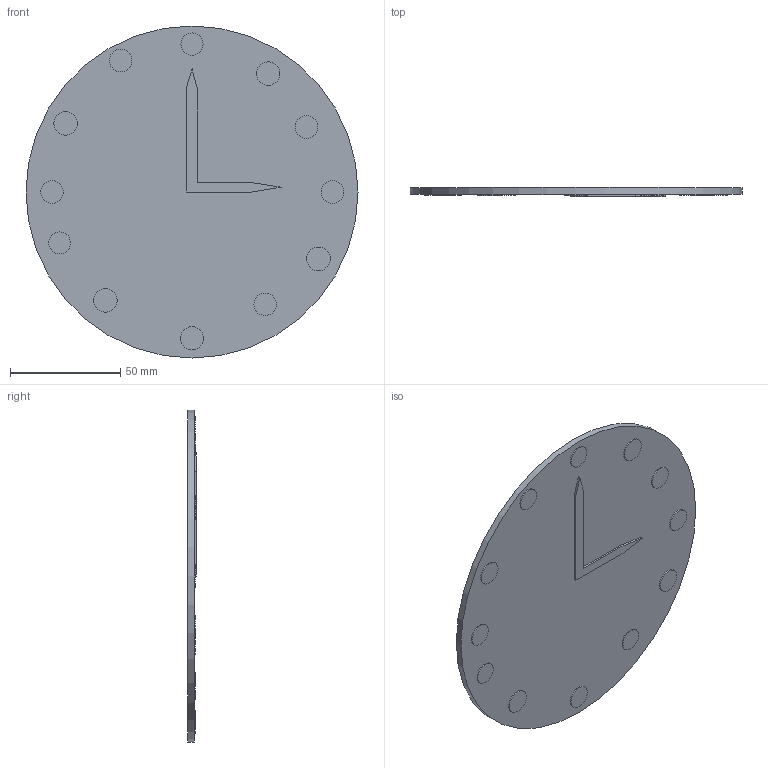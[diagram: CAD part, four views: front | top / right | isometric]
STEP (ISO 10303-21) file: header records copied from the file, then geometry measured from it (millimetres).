
FILE_DESCRIPTION(/* description */ ('STEP AP242','CAx-IF Rec.Pracs.---Representation and Presentation of Product Manufacturing Information (PMI)---4.0---2014-10-13','CAx-IF Rec.Pracs.---3D Tessellated Geometry---0.4---2014-09-14','2;1'),/* implementation_level */ '2;1');
FILE_NAME(/* name */ '66bc89cc5c97bf1d9d937cc6',/* time_stamp */ '2024-08-14T10:41:17Z',/* author */ (''),/* organization */ (''),/* preprocessor_version */ 'ST-DEVELOPER v20',/* originating_system */ ' ',/* authorisation */ ' ');
FILE_SCHEMA (('AP242_MANAGED_MODEL_BASED_3D_ENGINEERING_MIM_LF { 1 0 10303 442 1 1 4 }'));
Length unit declared in the file: metre
Products named in the file (1): Part 1
Bounding box: 150.58 x 4 x 150.58 mm (x, y, z)
Volume: 54314.5 mm3; surface area: 37419.2 mm2
Topology: 1 solids, 1 shells, 36 faces, 63 edges, 42 vertices
Faces by surface type: plane 23, cylinder 13
Full cylindrical faces by diameter (mm): 9.899 x1, 10.105 x1, 10.129 x1, 10.257 x2, 10.313 x2, 10.524 x1, 10.656 x2, 10.737 x2, 150.576 x1
Entity records: 830 total; most frequent: DIRECTION 150, CARTESIAN_POINT 129, ORIENTED_EDGE 100, AXIS2_PLACEMENT_3D 63, EDGE_LOOP 62, FACE_BOUND 62, EDGE_CURVE 50, VERTEX_POINT 42
